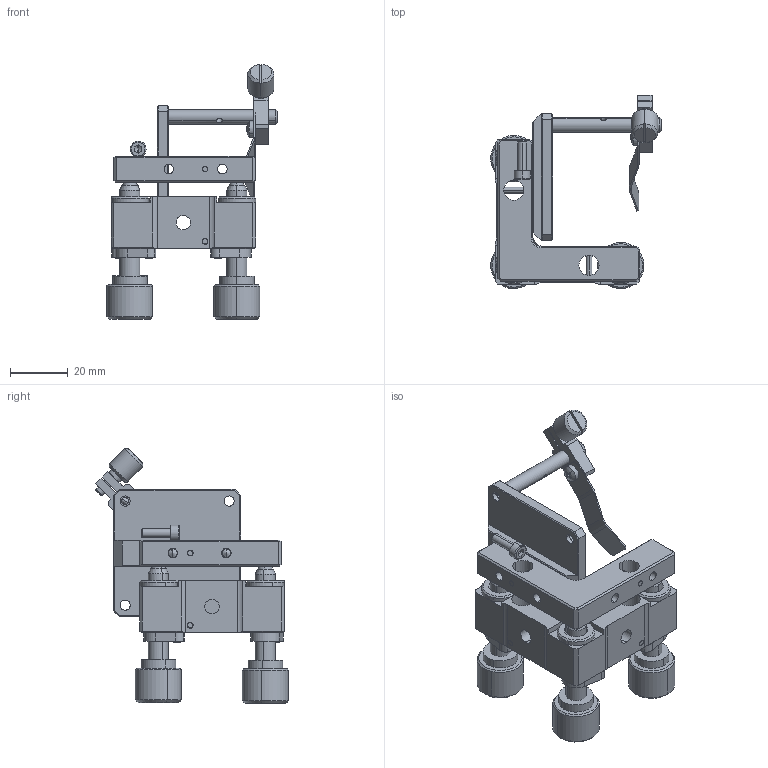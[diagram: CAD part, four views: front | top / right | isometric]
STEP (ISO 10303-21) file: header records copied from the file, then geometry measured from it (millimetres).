
FILE_DESCRIPTION (( 'STEP AP203' ), '1' );
FILE_NAME ('OMHS-PM30.step', '2019-05-09T09:01:30', ( '' ), ( '' ), 'SwSTEP 2.0', 'SolidWorks 2016', '' );
FILE_SCHEMA (( 'CONFIG_CONTROL_DESIGN' ));
Length unit declared in the file: millimetre
Products named in the file (1): OMHS-PM30
Bounding box: 59 x 66.75 x 88.16 mm (x, y, z)
Surface area: 25947.8 mm2 (no closed solid volume)
Topology: 0 solids, 46 shells, 477 faces, 1561 edges, 1110 vertices
Faces by surface type: plane 255, cylinder 138, cone 70, sphere 8, torus 6
Entity records: 17409 total; most frequent: CARTESIAN_POINT 3598, DIRECTION 2915, ORIENTED_EDGE 2515, EDGE_CURVE 1537, VERTEX_POINT 1104, LINE 1017, VECTOR 1017, AXIS2_PLACEMENT_3D 949
